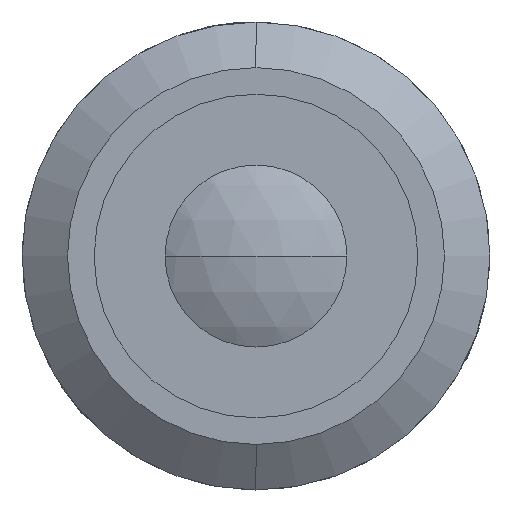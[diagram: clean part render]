
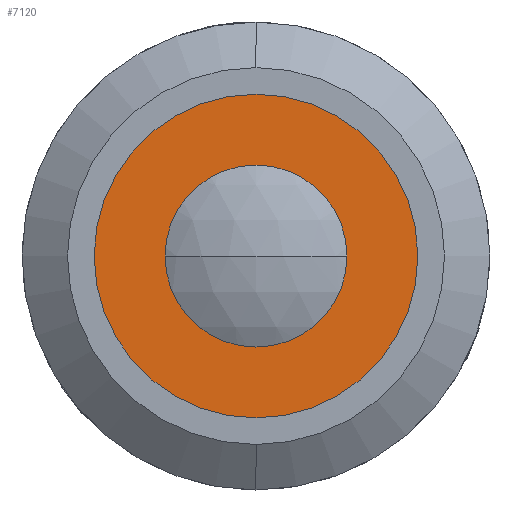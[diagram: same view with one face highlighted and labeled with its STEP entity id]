
A CAD part, left-side view. The second image highlights one B-rep face of the part: STEP entity #7120.
In plain terms, the highlighted planar face has unit normal (-1, 0, 0).
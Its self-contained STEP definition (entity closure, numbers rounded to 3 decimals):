
#102 = CIRCLE ( 'NONE', #2920, 13. ) ;
#307 = DIRECTION ( 'NONE',  ( 0., 0., 1. ) ) ;
#438 = AXIS2_PLACEMENT_3D ( 'NONE', #1649, #4820, #8061 ) ;
#817 = AXIS2_PLACEMENT_3D ( 'NONE', #1064, #4240, #7426 ) ;
#881 = DIRECTION ( 'NONE',  ( 1., 0., 0. ) ) ;
#1064 = CARTESIAN_POINT ( 'NONE',  ( 3.8, 0., 0. ) ) ;
#1140 = CARTESIAN_POINT ( 'NONE',  ( 3.8, 0., 0. ) ) ;
#1384 = CARTESIAN_POINT ( 'NONE',  ( 3.8, 0., 13. ) ) ;
#1649 = CARTESIAN_POINT ( 'NONE',  ( 3.8, 0., 0. ) ) ;
#1736 = CARTESIAN_POINT ( 'NONE',  ( 3.8, 0., -13. ) ) ;
#1861 = PLANE ( 'NONE',  #10124 ) ;
#1893 = DIRECTION ( 'NONE',  ( 0., 0., 1. ) ) ;
#1939 = CIRCLE ( 'NONE', #7945, 7. ) ;
#2549 = VERTEX_POINT ( 'NONE', #1384 ) ;
#2604 = EDGE_LOOP ( 'NONE', ( #6217, #4536 ) ) ;
#2665 = CARTESIAN_POINT ( 'NONE',  ( 3.8, 0., 7. ) ) ;
#2920 = AXIS2_PLACEMENT_3D ( 'NONE', #8315, #7638, #1893 ) ;
#3177 = VERTEX_POINT ( 'NONE', #2665 ) ;
#3221 = DIRECTION ( 'NONE',  ( 0., 0., -1. ) ) ;
#3907 = EDGE_LOOP ( 'NONE', ( #5524, #6928 ) ) ;
#4134 = VERTEX_POINT ( 'NONE', #1736 ) ;
#4240 = DIRECTION ( 'NONE',  ( -1., 0., 0. ) ) ;
#4536 = ORIENTED_EDGE ( 'NONE', *, *, #6418, .F. ) ;
#4820 = DIRECTION ( 'NONE',  ( -1., 0., 0. ) ) ;
#5524 = ORIENTED_EDGE ( 'NONE', *, *, #7599, .T. ) ;
#6217 = ORIENTED_EDGE ( 'NONE', *, *, #8307, .F. ) ;
#6418 = EDGE_CURVE ( 'NONE', #7156, #3177, #9607, .T. ) ;
#6453 = FACE_OUTER_BOUND ( 'NONE', #3907, .T. ) ;
#6928 = ORIENTED_EDGE ( 'NONE', *, *, #9523, .T. ) ;
#7120 = ADVANCED_FACE ( 'NONE', ( #7392, #6453 ), #1861, .F. ) ;
#7156 = VERTEX_POINT ( 'NONE', #9748 ) ;
#7392 = FACE_BOUND ( 'NONE', #2604, .T. ) ;
#7426 = DIRECTION ( 'NONE',  ( 0., 0., 1. ) ) ;
#7599 = EDGE_CURVE ( 'NONE', #2549, #4134, #102, .T. ) ;
#7638 = DIRECTION ( 'NONE',  ( -1., 0., 0. ) ) ;
#7945 = AXIS2_PLACEMENT_3D ( 'NONE', #1140, #9070, #307 ) ;
#8028 = CARTESIAN_POINT ( 'NONE',  ( 3.8, 13., 0. ) ) ;
#8061 = DIRECTION ( 'NONE',  ( 0., 0., 1. ) ) ;
#8307 = EDGE_CURVE ( 'NONE', #3177, #7156, #1939, .T. ) ;
#8315 = CARTESIAN_POINT ( 'NONE',  ( 3.8, 0., 0. ) ) ;
#8467 = CIRCLE ( 'NONE', #817, 13. ) ;
#9070 = DIRECTION ( 'NONE',  ( -1., 0., 0. ) ) ;
#9523 = EDGE_CURVE ( 'NONE', #4134, #2549, #8467, .T. ) ;
#9607 = CIRCLE ( 'NONE', #438, 7. ) ;
#9748 = CARTESIAN_POINT ( 'NONE',  ( 3.8, 0., -7. ) ) ;
#10124 = AXIS2_PLACEMENT_3D ( 'NONE', #8028, #881, #3221 ) ;
